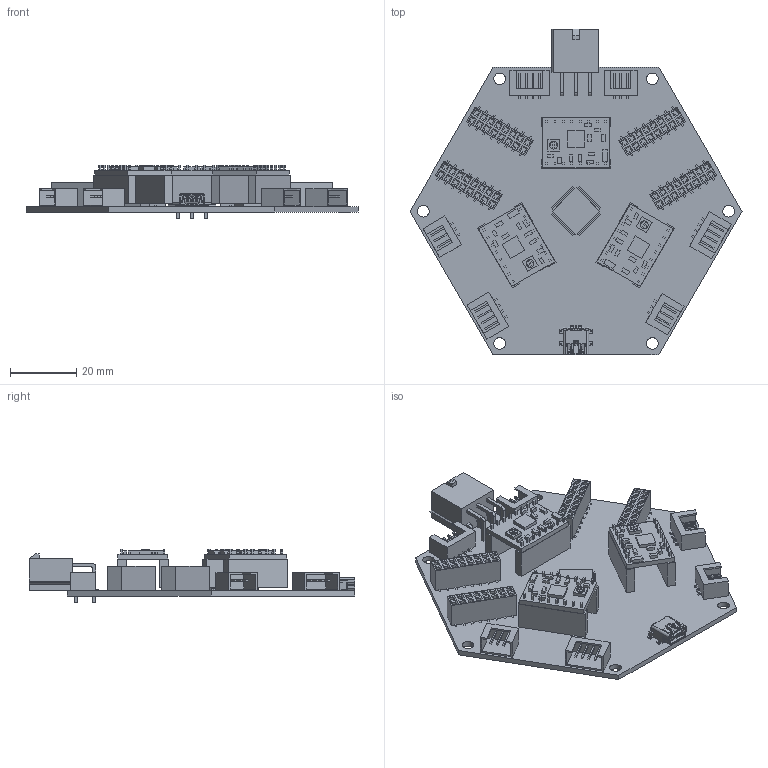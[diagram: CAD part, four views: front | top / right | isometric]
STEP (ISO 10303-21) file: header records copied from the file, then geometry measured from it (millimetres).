
FILE_DESCRIPTION(/* description */ ('Alibre Inc.'),/* implementation_level */ '2;1');
FILE_NAME(/* name */ 'export0',/* time_stamp */ '2015-07-05T23:02:28+12:00',/* author */ (''),/* organization */ (''),/* preprocessor_version */ 'ST-DEVELOPER v14',/* originating_system */ 'Alibre',/* authorisation */ '');
FILE_SCHEMA (('CONFIG_CONTROL_DESIGN'));
Length unit declared in the file: centimetre
Products named in the file (9): ID_1; EL-STEPSTICK; USB_Mini_B_SMD_buchse
Bounding box: 100 x 98.15 x 16.1 mm (x, y, z)
Volume: 18841.2 mm3; surface area: 29546.2 mm2
Topology: 17 solids, 17 shells, 2268 faces, 5995 edges, 3879 vertices
Faces by surface type: plane 2137, cylinder 105, bspline 18, cone 8
Full cylindrical faces by diameter (mm): 2.327 x3, 3.5 x6
Entity records: 35534 total; most frequent: CARTESIAN_POINT 6958, ORIENTED_EDGE 6124, DIRECTION 4420, EDGE_CURVE 3062, VECTOR 2744, LINE 2744, VERTEX_POINT 1995, AXIS2_PLACEMENT_3D 1327
